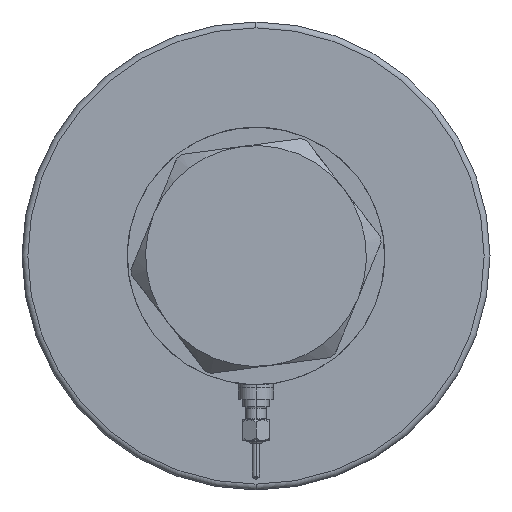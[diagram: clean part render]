
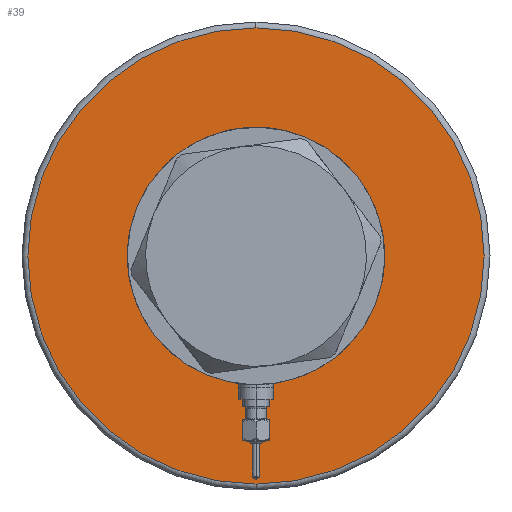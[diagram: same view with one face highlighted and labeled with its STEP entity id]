
A CAD part, left-side view. The second image highlights one B-rep face of the part: STEP entity #39.
In plain terms, the highlighted face is planar.
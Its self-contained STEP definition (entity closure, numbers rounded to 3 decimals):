
#39 = ADVANCED_FACE ( 'NONE', ( #5846, #6440 ), #1633, .F. ) ;
#59 = DIRECTION ( 'NONE',  ( 1., 0., 0. ) ) ;
#134 = CIRCLE ( 'NONE', #3360, 37.5 ) ;
#182 = DIRECTION ( 'NONE',  ( 1., 0., 0. ) ) ;
#792 = EDGE_CURVE ( 'NONE', #3540, #3003, #1445, .T. ) ;
#1013 = CARTESIAN_POINT ( 'NONE',  ( 0., 0., 0. ) ) ;
#1016 = CARTESIAN_POINT ( 'NONE',  ( -37.5, 0., 0. ) ) ;
#1264 = EDGE_CURVE ( 'NONE', #6523, #3849, #4588, .T. ) ;
#1436 = AXIS2_PLACEMENT_3D ( 'NONE', #2695, #4853, #59 ) ;
#1445 = CIRCLE ( 'NONE', #4814, 37.5 ) ;
#1587 = CARTESIAN_POINT ( 'NONE',  ( 78., 0., 0. ) ) ;
#1633 = PLANE ( 'NONE',  #1436 ) ;
#1907 = DIRECTION ( 'NONE',  ( 0., 0., -1. ) ) ;
#2026 = ORIENTED_EDGE ( 'NONE', *, *, #1264, .T. ) ;
#2462 = EDGE_CURVE ( 'NONE', #3003, #3540, #134, .T. ) ;
#2695 = CARTESIAN_POINT ( 'NONE',  ( 0., 0., 0. ) ) ;
#2817 = EDGE_LOOP ( 'NONE', ( #6342, #3292 ) ) ;
#2911 = EDGE_LOOP ( 'NONE', ( #6294, #2026 ) ) ;
#3003 = VERTEX_POINT ( 'NONE', #1016 ) ;
#3136 = DIRECTION ( 'NONE',  ( 0., 0., 1. ) ) ;
#3292 = ORIENTED_EDGE ( 'NONE', *, *, #2462, .T. ) ;
#3360 = AXIS2_PLACEMENT_3D ( 'NONE', #6335, #3545, #4576 ) ;
#3540 = VERTEX_POINT ( 'NONE', #6448 ) ;
#3545 = DIRECTION ( 'NONE',  ( 0., 0., 1. ) ) ;
#3849 = VERTEX_POINT ( 'NONE', #1587 ) ;
#4104 = DIRECTION ( 'NONE',  ( 1., 0., 0. ) ) ;
#4313 = DIRECTION ( 'NONE',  ( 0., 0., -1. ) ) ;
#4576 = DIRECTION ( 'NONE',  ( 1., 0., 0. ) ) ;
#4588 = CIRCLE ( 'NONE', #5495, 78. ) ;
#4814 = AXIS2_PLACEMENT_3D ( 'NONE', #1013, #3136, #4104 ) ;
#4853 = DIRECTION ( 'NONE',  ( 0., 0., 1. ) ) ;
#5274 = CARTESIAN_POINT ( 'NONE',  ( 0., 0., 0. ) ) ;
#5294 = CARTESIAN_POINT ( 'NONE',  ( -78., 0., 0. ) ) ;
#5363 = CARTESIAN_POINT ( 'NONE',  ( 0., 0., 0. ) ) ;
#5495 = AXIS2_PLACEMENT_3D ( 'NONE', #5363, #4313, #182 ) ;
#5846 = FACE_OUTER_BOUND ( 'NONE', #2911, .T. ) ;
#6201 = DIRECTION ( 'NONE',  ( 1., 0., 0. ) ) ;
#6291 = EDGE_CURVE ( 'NONE', #3849, #6523, #6876, .T. ) ;
#6294 = ORIENTED_EDGE ( 'NONE', *, *, #6291, .T. ) ;
#6335 = CARTESIAN_POINT ( 'NONE',  ( 0., 0., 0. ) ) ;
#6342 = ORIENTED_EDGE ( 'NONE', *, *, #792, .T. ) ;
#6440 = FACE_BOUND ( 'NONE', #2817, .T. ) ;
#6448 = CARTESIAN_POINT ( 'NONE',  ( 37.5, 0., 0. ) ) ;
#6523 = VERTEX_POINT ( 'NONE', #5294 ) ;
#6537 = AXIS2_PLACEMENT_3D ( 'NONE', #5274, #1907, #6201 ) ;
#6876 = CIRCLE ( 'NONE', #6537, 78. ) ;
